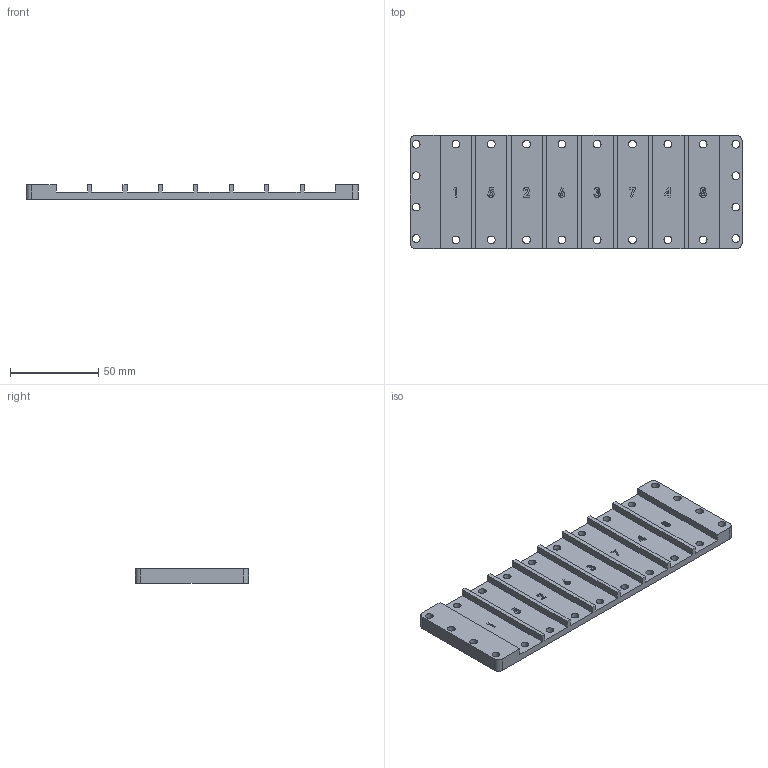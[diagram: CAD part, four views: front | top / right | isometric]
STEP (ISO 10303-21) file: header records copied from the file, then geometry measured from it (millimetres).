
FILE_DESCRIPTION (( 'STEP AP214' ), '1' );
FILE_NAME ('Valve Mount Bottom Plate.STEP', '2025-09-19T19:24:23', ( '' ), ( '' ), 'SwSTEP 2.0', 'SolidWorks 2025', '' );
FILE_SCHEMA (( 'AUTOMOTIVE_DESIGN' ));
Length unit declared in the file: millimetre
Products named in the file (1): Valve Mount Bottom Plate
Bounding box: 188 x 64 x 8 mm (x, y, z)
Volume: 57768.1 mm3; surface area: 32372.3 mm2
Topology: 1 solids, 1 shells, 200 faces, 558 edges, 372 vertices
Faces by surface type: plane 97, cylinder 52, bspline 51
Entity records: 9071 total; most frequent: CARTESIAN_POINT 4054, ORIENTED_EDGE 1116, DIRECTION 860, EDGE_CURVE 558, VERTEX_POINT 372, LINE 352, VECTOR 352, EDGE_LOOP 260
